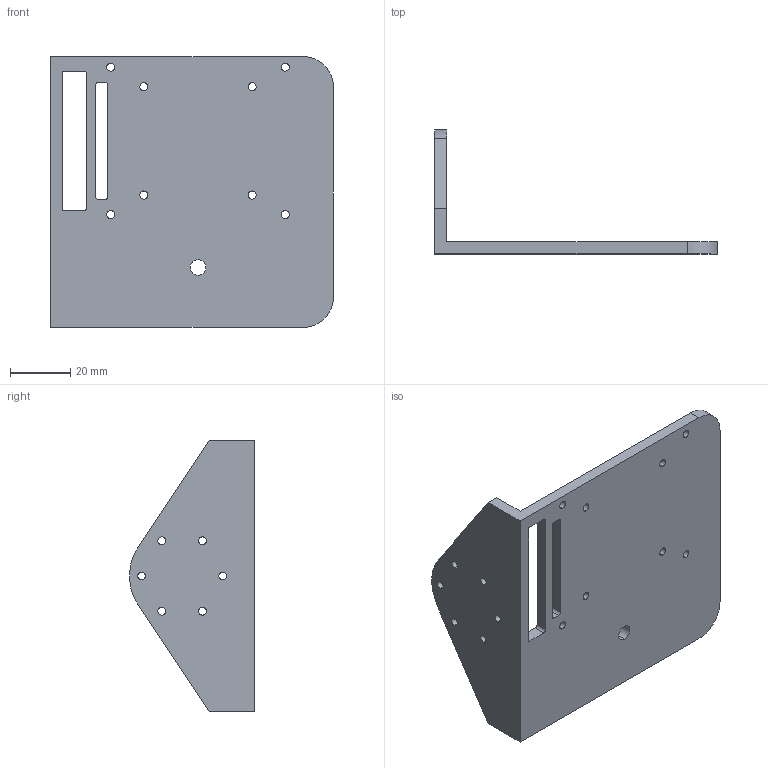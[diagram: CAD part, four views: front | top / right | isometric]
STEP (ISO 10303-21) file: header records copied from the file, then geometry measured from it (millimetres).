
FILE_DESCRIPTION (( 'STEP AP203' ), '1' );
FILE_NAME ('pitch蟀諉啣V2.STEP', '2025-06-16T02:56:47', ( '' ), ( '' ), 'SwSTEP 2.0', 'SolidWorks 2023', '' );
FILE_SCHEMA (( 'CONFIG_CONTROL_DESIGN' ));
Length unit declared in the file: millimetre
Products named in the file (1): pitch连接板V2
Bounding box: 94 x 41.44 x 90 mm (x, y, z)
Volume: 40443 mm3; surface area: 23109.9 mm2
Topology: 1 solids, 1 shells, 55 faces, 162 edges, 108 vertices
Faces by surface type: cylinder 39, plane 16
Entity records: 2019 total; most frequent: DIRECTION 352, CARTESIAN_POINT 326, ORIENTED_EDGE 324, EDGE_CURVE 162, AXIS2_PLACEMENT_3D 134, VERTEX_POINT 108, EDGE_LOOP 88, LINE 84
